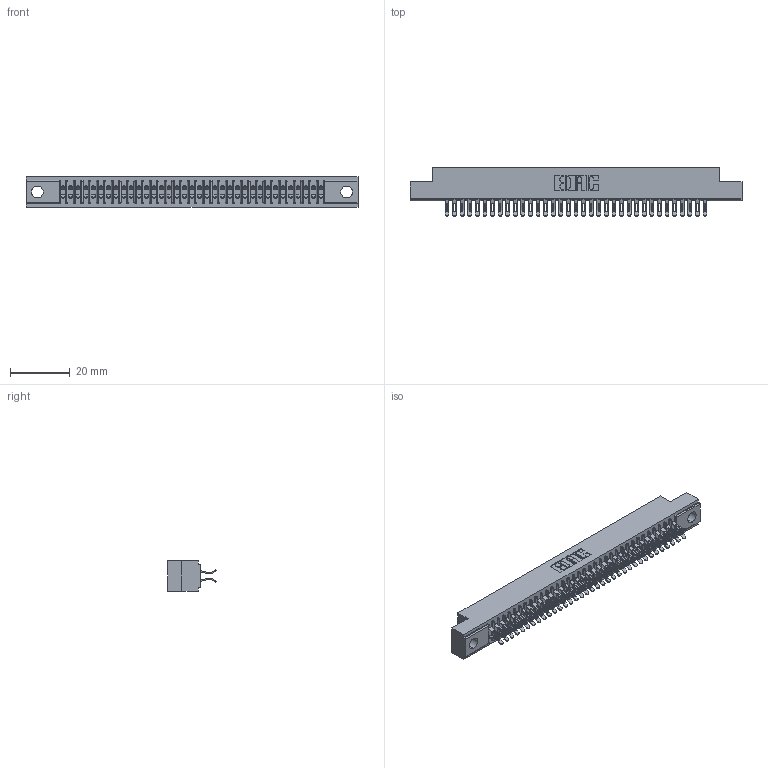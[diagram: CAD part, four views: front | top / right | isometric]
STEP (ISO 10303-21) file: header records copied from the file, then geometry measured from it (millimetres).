
FILE_DESCRIPTION (( 'STEP AP203' ), '1' );
FILE_NAME ('391-070-555-204.STEP', '2018-08-09T14:08:41', ( '' ), ( '' ), 'SwSTEP 2.0', 'SolidWorks 2016', '' );
FILE_SCHEMA (( 'CONFIG_CONTROL_DESIGN' ));
Length unit declared in the file: inch
Products named in the file (3): 341 Part_.156 (3.96) Dia Mounting Holes; 341-292-001_341-292-155; 391-070-555-204
Assembly tree (71 placements, depth 2):
  391-070-555-204
    341 Part_.156 (3.96) Dia Mounting Holes
    341-292-001_341-292-155  x70
Bounding box: 111.12 x 16.31 x 10.16 mm (x, y, z)
Volume: 8182.9 mm3; surface area: 14762.3 mm2
Topology: 71 solids, 71 shells, 5590 faces, 16697 edges, 10870 vertices
Faces by surface type: plane 3022, cylinder 2428, sphere 72, torus 68
Entity records: 44178 total; most frequent: CARTESIAN_POINT 7365, ORIENTED_EDGE 7306, DIRECTION 7135, EDGE_CURVE 3653, VECTOR 2935, LINE 2935, VERTEX_POINT 2314, AXIS2_PLACEMENT_3D 2100
